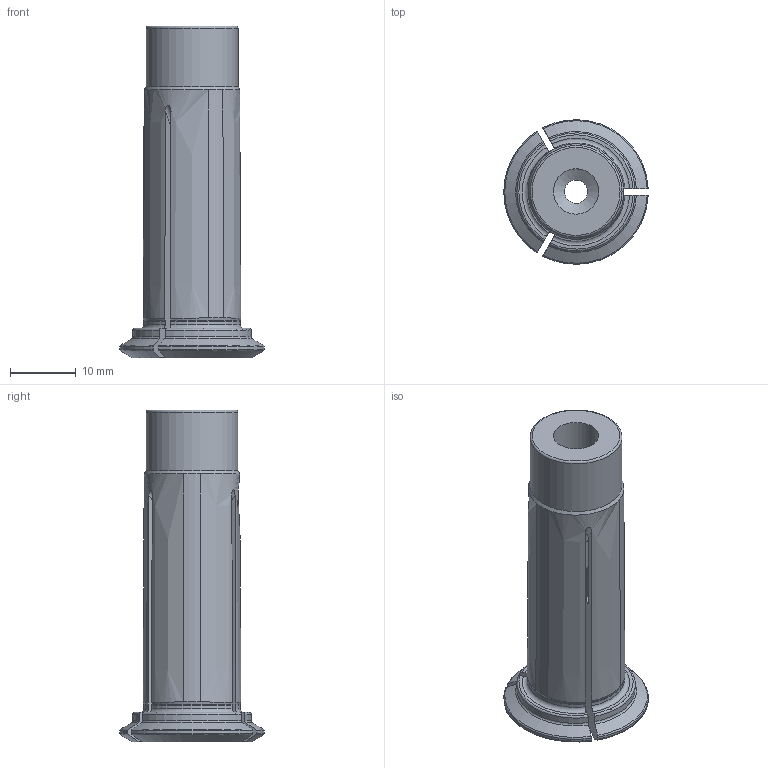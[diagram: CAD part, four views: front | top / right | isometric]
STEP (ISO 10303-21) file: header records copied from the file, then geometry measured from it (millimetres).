
FILE_DESCRIPTION(/* description */ (''),/* implementation_level */ '2;1');
FILE_NAME(/* name */ '171506485.stp',/* time_stamp */ '2022-03-24T15:52:11',/* author */ ('LRA'),/* organization */ ('REGO-FIX'),/* preprocessor_version */ ' Unknown',/* originating_system */ 'SIEMENS PLM Software Solid Edge ST10',/* authorization */ 'Unknown');
FILE_SCHEMA (('AUTOMOTIVE_DESIGN { 1 0 10303 214 2 1 1}'));
Length unit declared in the file: millimetre
Products named in the file (1): NOCUT
Bounding box: 21.99 x 21.99 x 50.5 mm (x, y, z)
Volume: 6617 mm3; surface area: 6029.6 mm2
Topology: 1 solids, 3 shells, 104 faces, 284 edges, 186 vertices
Faces by surface type: cylinder 28, torus 26, cone 25, plane 25
Full cylindrical faces by diameter (mm): 6.917 x1, 7 x2, 8.4 x1, 10.2 x1, 10.5 x1, 10.9 x1, 11 x2, 14 x1
Entity records: 4096 total; most frequent: CARTESIAN_POINT 789, DIRECTION 530, ORIENTED_EDGE 528, EDGE_CURVE 264, AXIS2_PLACEMENT_3D 219, VERTEX_POINT 183, EDGE_LOOP 127, FACE_BOUND 127
